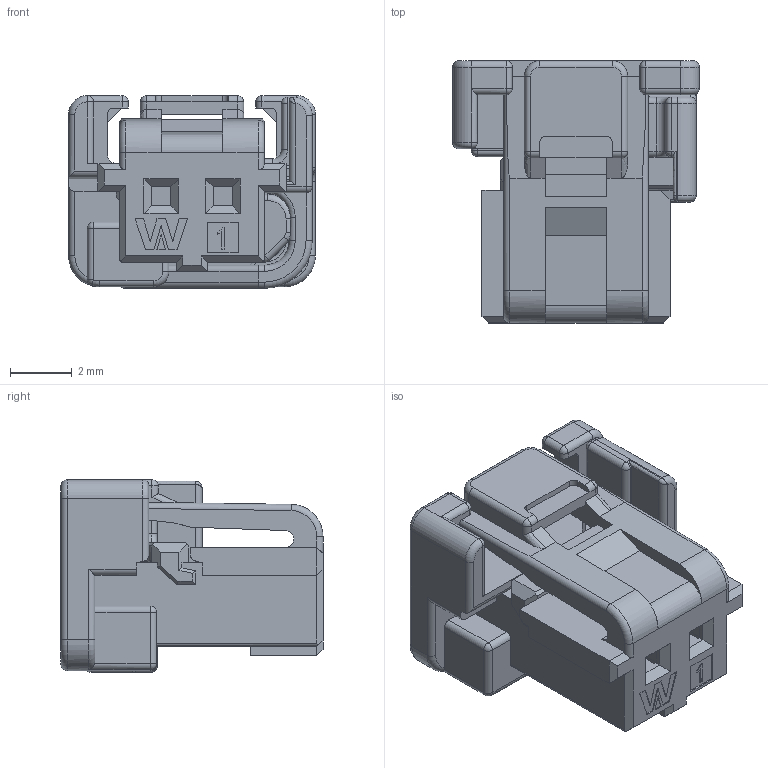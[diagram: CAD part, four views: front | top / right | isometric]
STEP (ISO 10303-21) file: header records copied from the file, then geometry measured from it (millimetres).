
FILE_DESCRIPTION( ('This file contains a STEP AP42 implementation' ,'as created by ZW3D STEP Interface translator.') ,'2;1' );
FILE_NAME( 'WF2012-1H02X02W.stp' ,'231226. 93316', (''), ('ZWCAD Software Co.'), 'Version 1.0', 'ZW3D to STEP translator', '' );
FILE_SCHEMA(('AUTOMOTIVE_DESIGN { 1 0 10303 214 1 1 1 1 }'));
Length unit declared in the file: millimetre
Products named in the file (2): 0; WF2012-1H02X02W
Bounding box: 8 x 8.5 x 6.25 mm (x, y, z)
Volume: 170.5 mm3; surface area: 581.5 mm2
Topology: 1 solids, 1 shells, 654 faces, 1704 edges, 1052 vertices
Faces by surface type: plane 428, cylinder 140, bspline 37, torus 30, sphere 17, cone 2
Entity records: 26024 total; most frequent: CARTESIAN_POINT 9551, ORIENTED_EDGE 3408, DIRECTION 3068, EDGE_CURVE 1702, VECTOR 1310, LINE 1310, VERTEX_POINT 1052, AXIS2_PLACEMENT_3D 879
